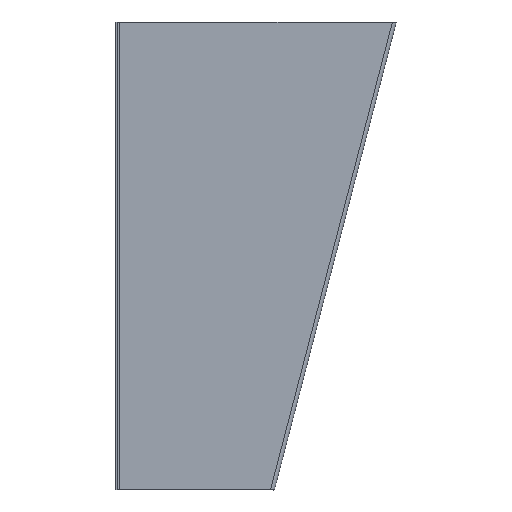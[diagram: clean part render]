
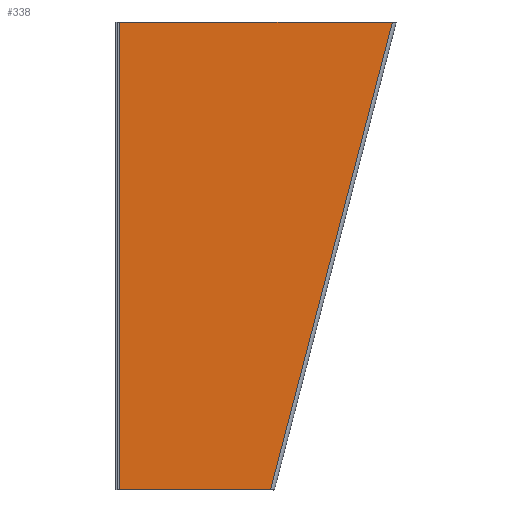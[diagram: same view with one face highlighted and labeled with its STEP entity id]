
A CAD part, top view. The second image highlights one B-rep face of the part: STEP entity #338.
In plain terms, the highlighted planar face has unit normal (0, 0, 1).
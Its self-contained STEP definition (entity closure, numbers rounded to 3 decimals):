
#26=PLANE('',#381);
#46=FACE_OUTER_BOUND('',#68,.T.);
#68=EDGE_LOOP('',(#271,#272,#273,#274));
#86=LINE('',#500,#124);
#103=LINE('',#596,#141);
#104=LINE('',#598,#142);
#105=LINE('',#599,#143);
#124=VECTOR('',#403,10.);
#141=VECTOR('',#434,10.);
#142=VECTOR('',#435,10.);
#143=VECTOR('',#436,10.);
#163=VERTEX_POINT('',#491);
#164=VERTEX_POINT('',#499);
#175=VERTEX_POINT('',#595);
#176=VERTEX_POINT('',#597);
#189=EDGE_CURVE('',#164,#163,#86,.T.);
#209=EDGE_CURVE('',#175,#163,#103,.T.);
#210=EDGE_CURVE('',#175,#176,#104,.T.);
#211=EDGE_CURVE('',#164,#176,#105,.T.);
#271=ORIENTED_EDGE('',*,*,#189,.T.);
#272=ORIENTED_EDGE('',*,*,#209,.F.);
#273=ORIENTED_EDGE('',*,*,#210,.T.);
#274=ORIENTED_EDGE('',*,*,#211,.F.);
#338=ADVANCED_FACE('',(#46),#26,.T.);
#381=AXIS2_PLACEMENT_3D('',#594,#432,#433);
#403=DIRECTION('',(0.252,0.968,0.));
#432=DIRECTION('center_axis',(0.,0.,1.));
#433=DIRECTION('ref_axis',(1.,0.,0.));
#434=DIRECTION('',(1.,0.,0.));
#435=DIRECTION('',(0.,-1.,0.));
#436=DIRECTION('',(-1.,0.,0.));
#491=CARTESIAN_POINT('',(145.866,250.,2.));
#499=CARTESIAN_POINT('',(15.575,-250.,2.));
#500=CARTESIAN_POINT('',(45.581,-134.848,2.));
#594=CARTESIAN_POINT('Origin',(0.,0.,2.));
#595=CARTESIAN_POINT('',(-146.,250.,2.));
#596=CARTESIAN_POINT('',(-150.,250.,2.));
#597=CARTESIAN_POINT('',(-146.,-250.,2.));
#598=CARTESIAN_POINT('',(-146.,-125.,2.));
#599=CARTESIAN_POINT('',(150.,-250.,2.));
